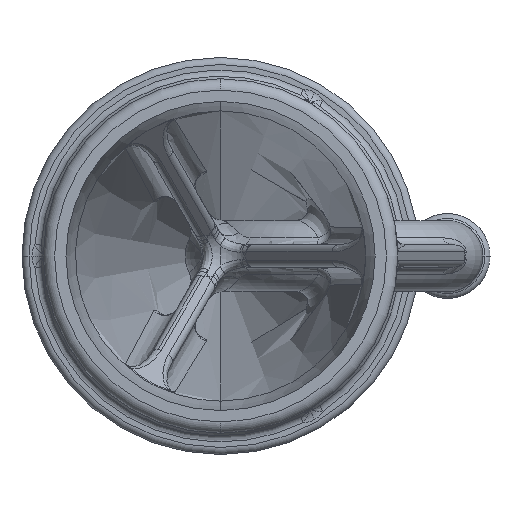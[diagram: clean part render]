
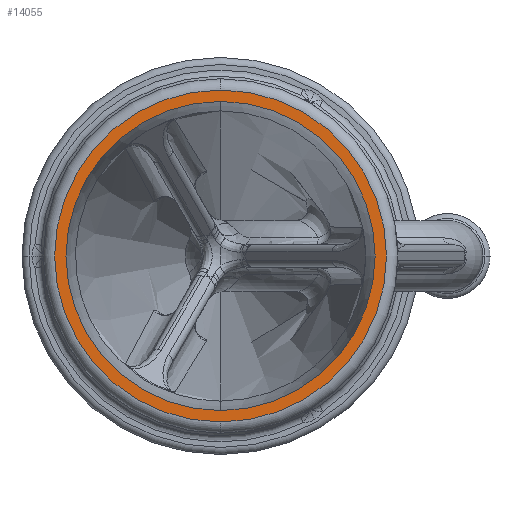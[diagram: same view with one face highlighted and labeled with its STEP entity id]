
A CAD part, left-side view. The second image highlights one B-rep face of the part: STEP entity #14055.
In plain terms, the highlighted planar face has unit normal (-1, 0, 0).
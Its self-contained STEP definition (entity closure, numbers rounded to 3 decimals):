
#20 = EDGE_LOOP ( 'NONE', ( #13921, #4574 ) ) ;
#44 = AXIS2_PLACEMENT_3D ( 'NONE', #12450, #3944, #11095 ) ;
#503 = EDGE_CURVE ( 'NONE', #6463, #14836, #3783, .T. ) ;
#643 = ORIENTED_EDGE ( 'NONE', *, *, #12757, .T. ) ;
#1595 = PLANE ( 'NONE',  #44 ) ;
#2514 = DIRECTION ( 'NONE',  ( -1., 0., 0. ) ) ;
#2913 = AXIS2_PLACEMENT_3D ( 'NONE', #8374, #7130, #13185 ) ;
#3160 = VERTEX_POINT ( 'NONE', #15499 ) ;
#3295 = CIRCLE ( 'NONE', #9380, 11.7 ) ;
#3781 = CARTESIAN_POINT ( 'NONE',  ( -61.754, 0., 0. ) ) ;
#3783 = CIRCLE ( 'NONE', #9869, 10.9 ) ;
#3922 = FACE_OUTER_BOUND ( 'NONE', #7227, .T. ) ;
#3944 = DIRECTION ( 'NONE',  ( -1., 0., 0. ) ) ;
#3961 = CARTESIAN_POINT ( 'NONE',  ( -61.754, 0., 10.9 ) ) ;
#4574 = ORIENTED_EDGE ( 'NONE', *, *, #503, .F. ) ;
#4602 = CIRCLE ( 'NONE', #2913, 10.9 ) ;
#5001 = DIRECTION ( 'NONE',  ( -1., 0., 0. ) ) ;
#6216 = DIRECTION ( 'NONE',  ( 0., 0., 1. ) ) ;
#6463 = VERTEX_POINT ( 'NONE', #14243 ) ;
#6905 = VERTEX_POINT ( 'NONE', #7184 ) ;
#6927 = ORIENTED_EDGE ( 'NONE', *, *, #9069, .T. ) ;
#7130 = DIRECTION ( 'NONE',  ( -1., 0., 0. ) ) ;
#7184 = CARTESIAN_POINT ( 'NONE',  ( -61.754, 0., -11.7 ) ) ;
#7227 = EDGE_LOOP ( 'NONE', ( #643, #6927 ) ) ;
#7368 = DIRECTION ( 'NONE',  ( 0., 0., 1. ) ) ;
#8374 = CARTESIAN_POINT ( 'NONE',  ( -61.754, 0., 0. ) ) ;
#9069 = EDGE_CURVE ( 'NONE', #6905, #3160, #3295, .T. ) ;
#9212 = CIRCLE ( 'NONE', #11938, 11.7 ) ;
#9380 = AXIS2_PLACEMENT_3D ( 'NONE', #11076, #13356, #7368 ) ;
#9409 = EDGE_CURVE ( 'NONE', #14836, #6463, #4602, .T. ) ;
#9869 = AXIS2_PLACEMENT_3D ( 'NONE', #3781, #5001, #6216 ) ;
#11076 = CARTESIAN_POINT ( 'NONE',  ( -61.754, 0., 0. ) ) ;
#11095 = DIRECTION ( 'NONE',  ( 0., 0., 1. ) ) ;
#11153 = CARTESIAN_POINT ( 'NONE',  ( -61.754, 0., 0. ) ) ;
#11938 = AXIS2_PLACEMENT_3D ( 'NONE', #11153, #2514, #12147 ) ;
#12147 = DIRECTION ( 'NONE',  ( 0., 0., 1. ) ) ;
#12450 = CARTESIAN_POINT ( 'NONE',  ( -61.754, 10.9, 0. ) ) ;
#12757 = EDGE_CURVE ( 'NONE', #3160, #6905, #9212, .T. ) ;
#13185 = DIRECTION ( 'NONE',  ( 0., 0., 1. ) ) ;
#13356 = DIRECTION ( 'NONE',  ( -1., 0., 0. ) ) ;
#13921 = ORIENTED_EDGE ( 'NONE', *, *, #9409, .F. ) ;
#14055 = ADVANCED_FACE ( 'NONE', ( #3922, #14291 ), #1595, .T. ) ;
#14243 = CARTESIAN_POINT ( 'NONE',  ( -61.754, 0., -10.9 ) ) ;
#14291 = FACE_BOUND ( 'NONE', #20, .T. ) ;
#14836 = VERTEX_POINT ( 'NONE', #3961 ) ;
#15499 = CARTESIAN_POINT ( 'NONE',  ( -61.754, 0., 11.7 ) ) ;
